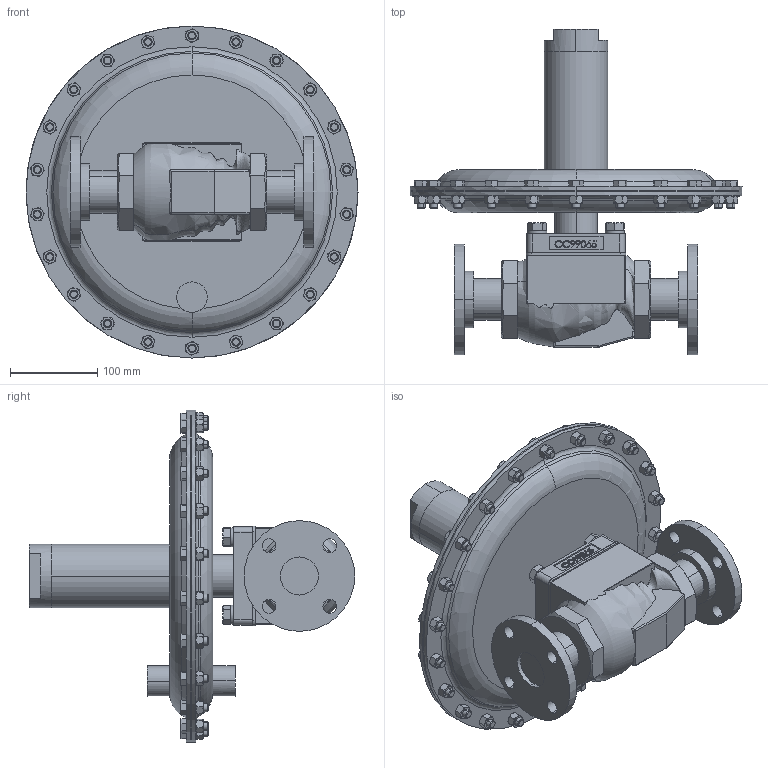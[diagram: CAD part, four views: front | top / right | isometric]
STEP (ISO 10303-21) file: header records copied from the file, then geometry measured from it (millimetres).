
FILE_DESCRIPTION (( 'STEP AP203' ), '1' );
FILE_NAME ('608-150-BR+CS+S6-F5.STEP', '2017-09-08T16:04:43', ( '' ), ( '' ), 'SwSTEP 2.0', 'SolidWorks 2014', '' );
FILE_SCHEMA (( 'CONFIG_CONTROL_DESIGN' ));
Products named in the file (1): 608-150-BR+CS+S6-F5
Bounding box: 381 x 373.61 x 381 mm (x, y, z)
Volume: 7206256 mm3; surface area: 490022.8 mm2
Topology: 1 solids, 1 shells, 1240 faces, 2891 edges, 1757 vertices
Faces by surface type: plane 528, cone 480, cylinder 134, bspline 90, torus 6, sphere 2
Entity records: 50209 total; most frequent: CARTESIAN_POINT 23765, ORIENTED_EDGE 5780, DIRECTION 4882, EDGE_CURVE 2890, AXIS2_PLACEMENT_3D 1921, VERTEX_POINT 1757, EDGE_LOOP 1369, FACE_OUTER_BOUND 1240
